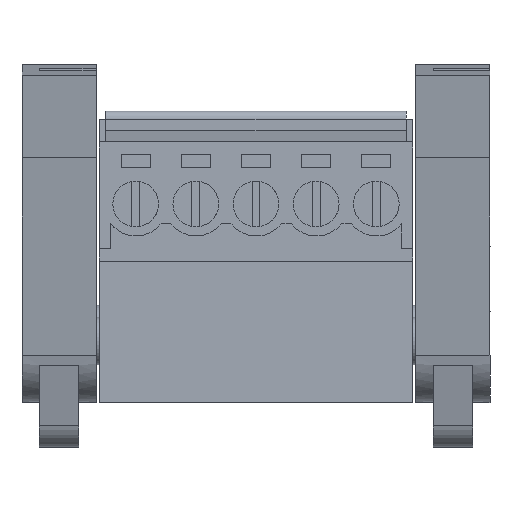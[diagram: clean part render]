
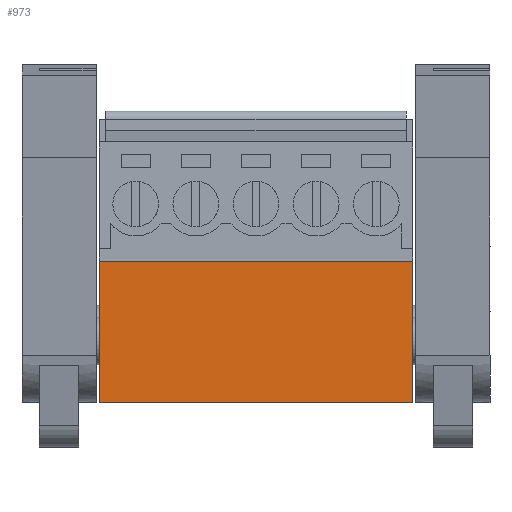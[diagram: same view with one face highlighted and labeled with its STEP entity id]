
A CAD part, front view. The second image highlights one B-rep face of the part: STEP entity #973.
In plain terms, the highlighted planar face has unit normal (0, -1, 0).
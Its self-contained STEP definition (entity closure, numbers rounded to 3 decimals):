
#953=AXIS2_PLACEMENT_3D('Plane Axis2P3D',#950,#951,#952) ;
#63=CARTESIAN_POINT('Vertex',(4.9,5.036,2.846)) ;
#66=CARTESIAN_POINT('Line Origine',(4.9,5.036,7.321)) ;
#70=CARTESIAN_POINT('Vertex',(4.9,5.036,11.796)) ;
#365=CARTESIAN_POINT('Vertex',(24.74,5.036,2.846)) ;
#368=CARTESIAN_POINT('Line Origine',(14.82,5.036,2.846)) ;
#950=CARTESIAN_POINT('Axis2P3D Location',(24.74,5.036,11.796)) ;
#955=CARTESIAN_POINT('Line Origine',(24.74,5.036,7.321)) ;
#959=CARTESIAN_POINT('Vertex',(24.74,5.036,11.796)) ;
#962=CARTESIAN_POINT('Line Origine',(14.82,5.036,11.796)) ;
#67=DIRECTION('Vector Direction',(0.,0.,-1.)) ;
#369=DIRECTION('Vector Direction',(-1.,0.,0.)) ;
#951=DIRECTION('Axis2P3D Direction',(0.,1.,0.)) ;
#952=DIRECTION('Axis2P3D XDirection',(0.,0.,-1.)) ;
#956=DIRECTION('Vector Direction',(0.,0.,-1.)) ;
#963=DIRECTION('Vector Direction',(-1.,0.,0.)) ;
#68=VECTOR('Line Direction',#67,1.) ;
#370=VECTOR('Line Direction',#369,1.) ;
#957=VECTOR('Line Direction',#956,1.) ;
#964=VECTOR('Line Direction',#963,1.) ;
#968=ORIENTED_EDGE('',*,*,#372,.F.) ;
#969=ORIENTED_EDGE('',*,*,#961,.F.) ;
#970=ORIENTED_EDGE('',*,*,#966,.T.) ;
#971=ORIENTED_EDGE('',*,*,#72,.T.) ;
#973=ADVANCED_FACE('HOUSING',(#972),#954,.F.) ;
#72=EDGE_CURVE('',#71,#64,#69,.T.) ;
#372=EDGE_CURVE('',#366,#64,#371,.T.) ;
#961=EDGE_CURVE('',#960,#366,#958,.T.) ;
#966=EDGE_CURVE('',#960,#71,#965,.T.) ;
#967=EDGE_LOOP('',(#968,#969,#970,#971)) ;
#972=FACE_OUTER_BOUND('',#967,.T.) ;
#69=LINE('Line',#66,#68) ;
#371=LINE('Line',#368,#370) ;
#958=LINE('Line',#955,#957) ;
#965=LINE('Line',#962,#964) ;
#954=PLANE('',#953) ;
#64=VERTEX_POINT('',#63) ;
#71=VERTEX_POINT('',#70) ;
#366=VERTEX_POINT('',#365) ;
#960=VERTEX_POINT('',#959) ;
